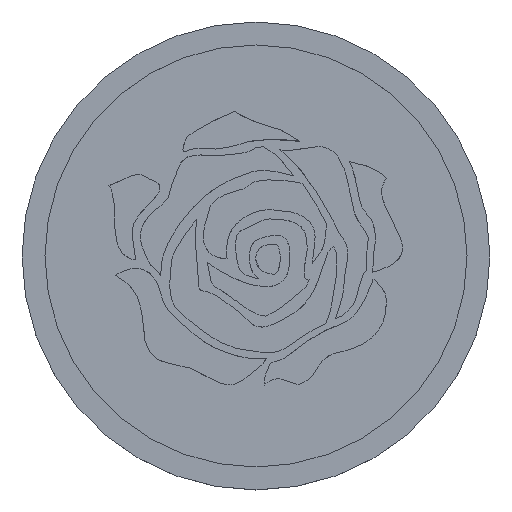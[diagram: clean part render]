
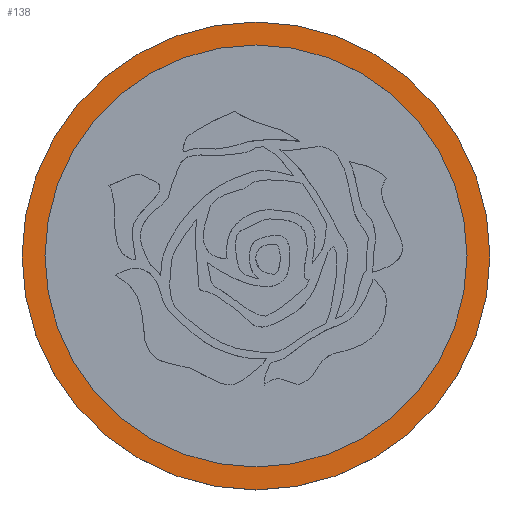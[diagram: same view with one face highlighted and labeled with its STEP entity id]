
A CAD part, top view. The second image highlights one B-rep face of the part: STEP entity #138.
In plain terms, the highlighted planar face has unit normal (0, 0, 1).
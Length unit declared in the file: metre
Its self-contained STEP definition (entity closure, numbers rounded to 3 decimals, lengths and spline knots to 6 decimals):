
#138 = ADVANCED_FACE( '', ( #297, #298 ), #299, .T. );
#297 = FACE_BOUND( '', #481, .T. );
#298 = FACE_OUTER_BOUND( '', #482, .T. );
#299 = PLANE( '', #483 );
#481 = EDGE_LOOP( '', ( #1056 ) );
#482 = EDGE_LOOP( '', ( #1057 ) );
#483 = AXIS2_PLACEMENT_3D( '', #1058, #1059, #1060 );
#1056 = ORIENTED_EDGE( '', *, *, #1376, .F. );
#1057 = ORIENTED_EDGE( '', *, *, #1475, .T. );
#1058 = CARTESIAN_POINT( '', ( 0., 0., 0.006 ) );
#1059 = DIRECTION( '', ( 0., 0., 1. ) );
#1060 = DIRECTION( '', ( 1., 0., 0. ) );
#1376 = EDGE_CURVE( '', #1535, #1535, #1536, .T. );
#1475 = EDGE_CURVE( '', #1685, #1685, #1686, .T. );
#1535 = VERTEX_POINT( '', #1869 );
#1536 = CIRCLE( '', #1870, 0.045095 );
#1685 = VERTEX_POINT( '', #2766 );
#1686 = CIRCLE( '', #2767, 0.05 );
#1869 = CARTESIAN_POINT( '', ( 0.045095, 0., 0.006 ) );
#1870 = AXIS2_PLACEMENT_3D( '', #2905, #2906, #2907 );
#2766 = CARTESIAN_POINT( '', ( 0.05, 0., 0.006 ) );
#2767 = AXIS2_PLACEMENT_3D( '', #2934, #2935, #2936 );
#2905 = CARTESIAN_POINT( '', ( 0., 0., 0.006 ) );
#2906 = DIRECTION( '', ( 0., 0., 1. ) );
#2907 = DIRECTION( '', ( 1., 0., 0. ) );
#2934 = CARTESIAN_POINT( '', ( 0., 0., 0.006 ) );
#2935 = DIRECTION( '', ( 0., 0., 1. ) );
#2936 = DIRECTION( '', ( 1., 0., 0. ) );
